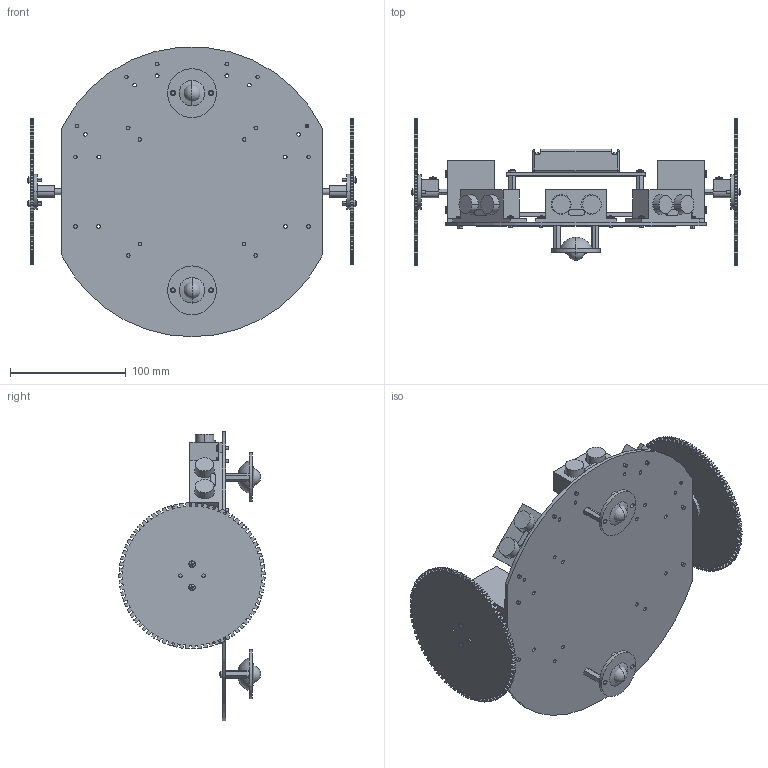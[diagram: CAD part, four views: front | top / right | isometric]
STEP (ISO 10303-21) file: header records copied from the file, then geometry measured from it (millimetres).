
FILE_DESCRIPTION (( 'STEP AP214' ), '1' );
FILE_NAME ('more.STEP', '2022-11-02T23:38:22', ( '' ), ( '' ), 'SwSTEP 2.0', 'SolidWorks 2021', '' );
FILE_SCHEMA (( 'AUTOMOTIVE_DESIGN' ));
Length unit declared in the file: millimetre
Products named in the file (21): more; stand_off; pan cross head_am_B18.6.7M - M3 x 0.5 x 5 Type I Cross Recessed PHMS --5N; motor_bracket; pan cross head_am_B18.6.7M - M3 x 0.5 x 8 Type I Cross Recessed PHMS --8N; caster; ultrasonic_sensor; pan cross head_am_B18.6.7M - M3 x 0.5 x 10 Type I Cross Recessed PHMS --10N; wheel; stand_off_40_mm; ultrasonic_bracket; stepper_motor; battery_holder_base; motor_wheel_coupling; battery_holder; motor_assembly; oval head_am_B18.6.7M - M3 x 0.5 x 5 Type I Cross Recessed OHMS --5N; pan cross head_am_B18.6.7M - M3 x 0.5 x 4 Type I Cross Recessed PHMS --4N; robot_base; pcb ; Part2^more
Assembly tree (53 placements, depth 3):
  more
    robot_base
    caster  x2
    pcb 
    ultrasonic_bracket  x3
    ultrasonic_sensor  x3
    battery_holder_base
    battery_holder
    oval head_am_B18.6.7M - M3 x 0.5 x 5 Type I Cross Recessed OHMS --5N  x2
    stand_off_40_mm  x4
    stand_off  x4
    motor_assembly  x2
      motor_bracket
      stepper_motor
      motor_wheel_coupling
      wheel
      pan cross head_am_B18.6.7M - M3 x 0.5 x 10 Type I Cross Recessed PHMS --10N
      pan cross head_am_B18.6.7M - M3 x 0.5 x 4 Type I Cross Recessed PHMS --4N
      pan cross head_am_B18.6.7M - M3 x 0.5 x 5 Type I Cross Recessed PHMS --5N
    pan cross head_am_B18.6.7M - M3 x 0.5 x 8 Type I Cross Recessed PHMS --8N  x18
  Part2^more
Bounding box: 283.57 x 125.99 x 249.54 mm (x, y, z)
Volume: 569230.7 mm3; surface area: 347174 mm2
Topology: 64 solids, 64 shells, 2540 faces, 6609 edges, 4280 vertices
Faces by surface type: plane 1345, cylinder 1039, sphere 88, torus 64, cone 4
Entity records: 34978 total; most frequent: DIRECTION 6094, CARTESIAN_POINT 5759, ORIENTED_EDGE 5584, EDGE_CURVE 2792, AXIS2_PLACEMENT_3D 2225, VERTEX_POINT 1838, VECTOR 1644, LINE 1644
